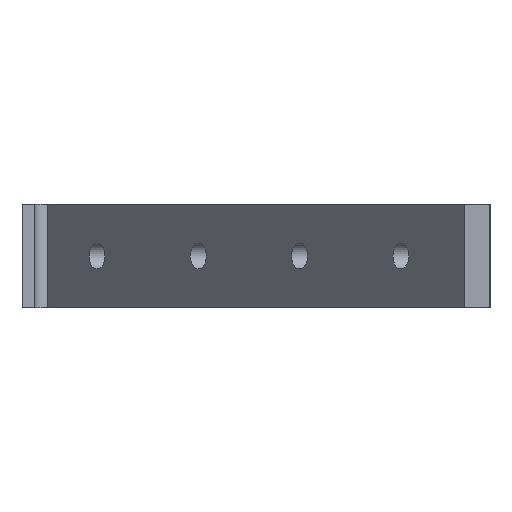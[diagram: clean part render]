
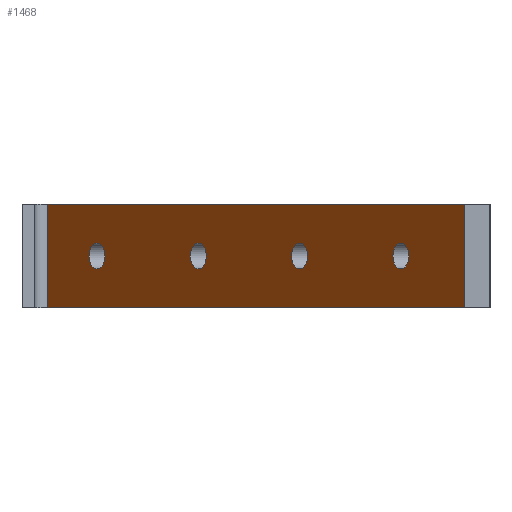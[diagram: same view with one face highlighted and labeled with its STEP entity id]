
A CAD part, left-side view. The second image highlights one B-rep face of the part: STEP entity #1468.
In plain terms, the highlighted planar face has unit normal (-0.609, 0.793, 0).
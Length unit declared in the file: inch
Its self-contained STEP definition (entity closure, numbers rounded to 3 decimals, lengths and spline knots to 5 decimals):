
#30=FACE_BOUND('',#219,.T.);
#31=FACE_BOUND('',#220,.T.);
#32=FACE_BOUND('',#221,.T.);
#33=FACE_BOUND('',#222,.T.);
#67=PLANE('',#1622);
#134=FACE_OUTER_BOUND('',#218,.T.);
#218=EDGE_LOOP('',(#1238,#1239,#1240,#1241));
#219=EDGE_LOOP('',(#1242));
#220=EDGE_LOOP('',(#1243));
#221=EDGE_LOOP('',(#1244));
#222=EDGE_LOOP('',(#1245));
#289=LINE('',#2215,#431);
#343=LINE('',#2383,#485);
#370=LINE('',#2449,#512);
#371=LINE('',#2450,#513);
#431=VECTOR('',#1773,0.3937);
#485=VECTOR('',#1931,0.3937);
#512=VECTOR('',#2000,0.3937);
#513=VECTOR('',#2001,0.3937);
#586=CIRCLE('',#1569,0.0625);
#587=CIRCLE('',#1571,0.0625);
#591=CIRCLE('',#1578,0.0625);
#592=CIRCLE('',#1580,0.0625);
#658=VERTEX_POINT('',#2212);
#659=VERTEX_POINT('',#2214);
#693=VERTEX_POINT('',#2290);
#694=VERTEX_POINT('',#2294);
#697=VERTEX_POINT('',#2305);
#698=VERTEX_POINT('',#2309);
#720=VERTEX_POINT('',#2380);
#739=VERTEX_POINT('',#2448);
#811=EDGE_CURVE('',#658,#659,#289,.T.);
#850=EDGE_CURVE('',#693,#693,#586,.T.);
#852=EDGE_CURVE('',#694,#694,#587,.T.);
#857=EDGE_CURVE('',#697,#697,#591,.T.);
#859=EDGE_CURVE('',#698,#698,#592,.T.);
#895=EDGE_CURVE('',#658,#720,#343,.T.);
#928=EDGE_CURVE('',#739,#720,#370,.T.);
#929=EDGE_CURVE('',#739,#659,#371,.T.);
#1238=ORIENTED_EDGE('',*,*,#895,.T.);
#1239=ORIENTED_EDGE('',*,*,#928,.F.);
#1240=ORIENTED_EDGE('',*,*,#929,.T.);
#1241=ORIENTED_EDGE('',*,*,#811,.F.);
#1242=ORIENTED_EDGE('',*,*,#850,.T.);
#1243=ORIENTED_EDGE('',*,*,#852,.T.);
#1244=ORIENTED_EDGE('',*,*,#857,.T.);
#1245=ORIENTED_EDGE('',*,*,#859,.T.);
#1468=ADVANCED_FACE('',(#134,#30,#31,#32,#33),#67,.T.);
#1569=AXIS2_PLACEMENT_3D('',#2291,#1834,#1835);
#1571=AXIS2_PLACEMENT_3D('',#2295,#1839,#1840);
#1578=AXIS2_PLACEMENT_3D('',#2306,#1854,#1855);
#1580=AXIS2_PLACEMENT_3D('',#2310,#1859,#1860);
#1622=AXIS2_PLACEMENT_3D('',#2447,#1998,#1999);
#1773=DIRECTION('',(-0.793,-0.609,0.));
#1834=DIRECTION('center_axis',(0.609,-0.793,0.));
#1835=DIRECTION('ref_axis',(0.,0.,1.));
#1839=DIRECTION('center_axis',(0.609,-0.793,0.));
#1840=DIRECTION('ref_axis',(0.,0.,1.));
#1854=DIRECTION('center_axis',(0.609,-0.793,0.));
#1855=DIRECTION('ref_axis',(0.,0.,1.));
#1859=DIRECTION('center_axis',(0.609,-0.793,0.));
#1860=DIRECTION('ref_axis',(0.,0.,1.));
#1931=DIRECTION('',(0.,0.,-1.));
#1998=DIRECTION('center_axis',(-0.609,0.793,0.));
#1999=DIRECTION('ref_axis',(0.793,0.609,0.));
#2000=DIRECTION('',(0.793,0.609,0.));
#2001=DIRECTION('',(0.,0.,1.));
#2212=CARTESIAN_POINT('',(-3.06464,0.5,4.56132));
#2214=CARTESIAN_POINT('',(-5.6768,-1.50439,4.56132));
#2215=CARTESIAN_POINT('',(-1.76141,1.5,4.56132));
#2290=CARTESIAN_POINT('',(-4.00643,-0.22266,4.24882));
#2291=CARTESIAN_POINT('Origin',(-4.00643,-0.22266,4.31132));
#2294=CARTESIAN_POINT('',(-4.64111,-0.70967,4.24882));
#2295=CARTESIAN_POINT('Origin',(-4.64111,-0.70967,4.31132));
#2305=CARTESIAN_POINT('',(-3.37174,0.26435,4.24882));
#2306=CARTESIAN_POINT('Origin',(-3.37174,0.26435,4.31132));
#2309=CARTESIAN_POINT('',(-5.27579,-1.19668,4.24882));
#2310=CARTESIAN_POINT('Origin',(-5.27579,-1.19668,4.31132));
#2380=CARTESIAN_POINT('',(-3.06464,0.5,4.06132));
#2383=CARTESIAN_POINT('',(-3.06464,0.5,4.43632));
#2447=CARTESIAN_POINT('Origin',(-6.00968,-1.75981,4.31132));
#2448=CARTESIAN_POINT('',(-5.6768,-1.50439,4.06132));
#2449=CARTESIAN_POINT('',(-2.1,1.24019,4.06132));
#2450=CARTESIAN_POINT('',(-5.6768,-1.50439,4.31132));
